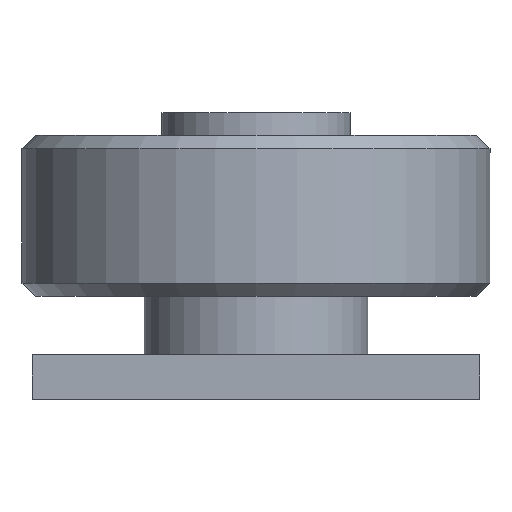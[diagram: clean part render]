
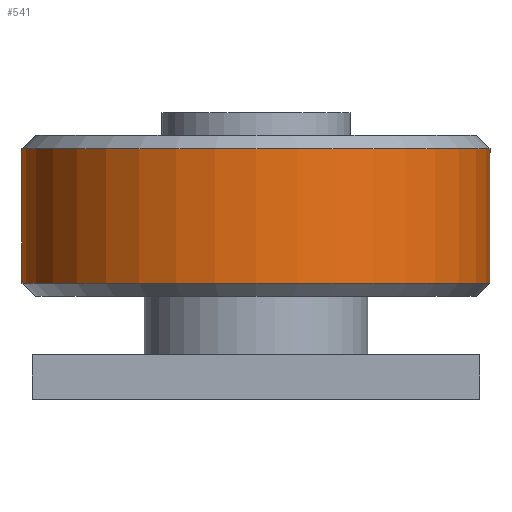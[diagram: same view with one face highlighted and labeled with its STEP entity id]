
A CAD part, left-side view. The second image highlights one B-rep face of the part: STEP entity #541.
In plain terms, the highlighted cylindrical face has radius 26.15 mm (diameter 52.3 mm), a full revolution.
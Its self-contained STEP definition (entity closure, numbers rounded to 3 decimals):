
#85=CYLINDRICAL_SURFACE('',#639,26.15);
#109=FACE_OUTER_BOUND('',#147,.T.);
#147=EDGE_LOOP('',(#428,#429,#430,#431));
#194=LINE('',#925,#225);
#225=VECTOR('',#754,26.15);
#261=CIRCLE('',#638,26.15);
#262=CIRCLE('',#640,26.15);
#296=VERTEX_POINT('',#919);
#297=VERTEX_POINT('',#923);
#344=EDGE_CURVE('',#296,#296,#261,.T.);
#346=EDGE_CURVE('',#297,#297,#262,.T.);
#347=EDGE_CURVE('',#297,#296,#194,.T.);
#428=ORIENTED_EDGE('',*,*,#346,.F.);
#429=ORIENTED_EDGE('',*,*,#347,.T.);
#430=ORIENTED_EDGE('',*,*,#344,.T.);
#431=ORIENTED_EDGE('',*,*,#347,.F.);
#541=ADVANCED_FACE('',(#109),#85,.T.);
#638=AXIS2_PLACEMENT_3D('',#920,#747,#748);
#639=AXIS2_PLACEMENT_3D('',#922,#750,#751);
#640=AXIS2_PLACEMENT_3D('',#924,#752,#753);
#747=DIRECTION('center_axis',(0.,0.,1.));
#748=DIRECTION('ref_axis',(1.,0.,0.));
#750=DIRECTION('center_axis',(0.,0.,1.));
#751=DIRECTION('ref_axis',(0.,1.,0.));
#752=DIRECTION('center_axis',(0.,0.,1.));
#753=DIRECTION('ref_axis',(1.,0.,0.));
#754=DIRECTION('',(0.,0.,-1.));
#919=CARTESIAN_POINT('',(82.,-26.15,-32.));
#920=CARTESIAN_POINT('Origin',(82.,0.,-32.));
#922=CARTESIAN_POINT('Origin',(82.,0.,-24.5));
#923=CARTESIAN_POINT('',(82.,-26.15,-17.));
#924=CARTESIAN_POINT('Origin',(82.,0.,-17.));
#925=CARTESIAN_POINT('',(82.,-26.15,-24.5));
